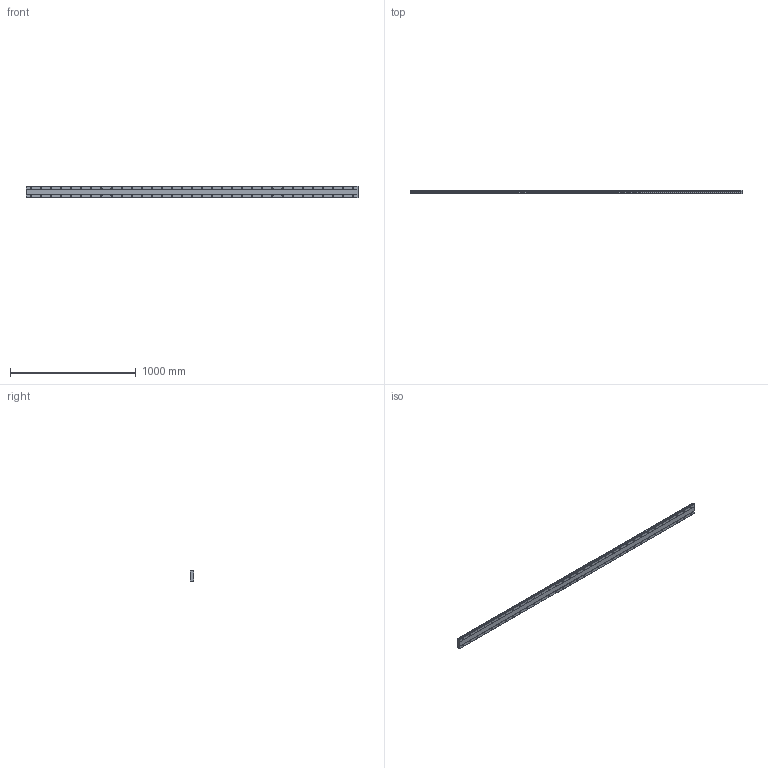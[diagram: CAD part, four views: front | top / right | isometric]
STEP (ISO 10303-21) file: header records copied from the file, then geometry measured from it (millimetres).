
FILE_DESCRIPTION (( 'STEP AP214' ), '1' );
FILE_NAME ('HRW50CA1SS-2640L_G40_0_B-PT18_1249-75_0_0_0_1.STEP', '2021-07-07T13:37:09', ( '' ), ( '' ), 'SwSTEP 2.0', 'SolidWorks 2021', '' );
FILE_SCHEMA (( 'AUTOMOTIVE_DESIGN' ));
Length unit declared in the file: millimetre
Products named in the file (2): HRW50CA1SS-2640L_G40_0_B-PT18_1249-75_0_0_0_1; _HRW50CA264040 Track
Assembly tree (1 placements, depth 2):
  HRW50CA1SS-2640L_G40_0_B-PT18_1249-75_0_0_0_1
    _HRW50CA264040 Track
Bounding box: 2640 x 24 x 90 mm (x, y, z)
Volume: 5003167.7 mm3; surface area: 676113.8 mm2
Topology: 1 solids, 1 shells, 364 faces, 888 edges, 592 vertices
Faces by surface type: cylinder 268, plane 96
Entity records: 11318 total; most frequent: DIRECTION 2160, CARTESIAN_POINT 1848, ORIENTED_EDGE 1776, AXIS2_PLACEMENT_3D 904, EDGE_CURVE 888, VERTEX_POINT 592, EDGE_LOOP 562, CIRCLE 536
